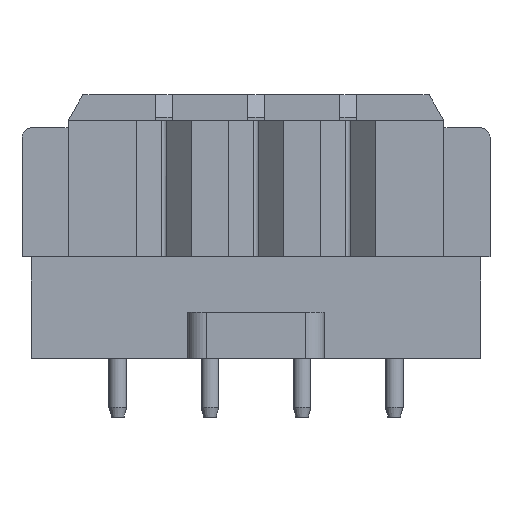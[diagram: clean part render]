
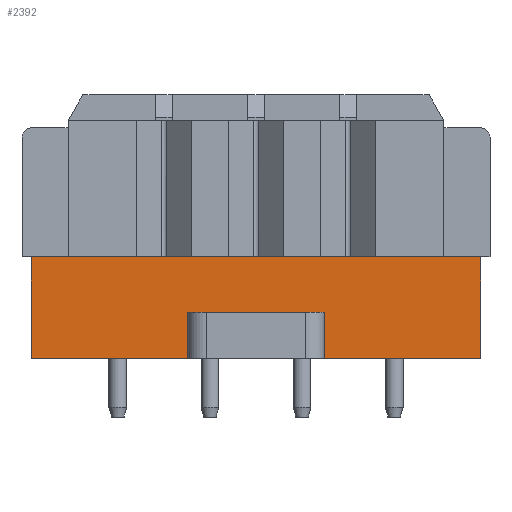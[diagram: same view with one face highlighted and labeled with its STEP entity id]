
A CAD part, left-side view. The second image highlights one B-rep face of the part: STEP entity #2392.
In plain terms, the highlighted planar face has unit normal (-1, 0, 0).
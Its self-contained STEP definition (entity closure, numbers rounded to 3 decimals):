
#2347=AXIS2_PLACEMENT_3D('Plane Axis2P3D',#2344,#2345,#2346) ;
#798=CARTESIAN_POINT('Vertex',(7.,24.9,8.7)) ;
#801=CARTESIAN_POINT('Line Origine',(7.,12.7,8.7)) ;
#805=CARTESIAN_POINT('Vertex',(7.,0.5,8.7)) ;
#2170=CARTESIAN_POINT('Line Origine',(7.,0.5,5.95)) ;
#2174=CARTESIAN_POINT('Vertex',(7.,0.5,3.2)) ;
#2285=CARTESIAN_POINT('Vertex',(7.,24.9,3.2)) ;
#2288=CARTESIAN_POINT('Line Origine',(7.,24.9,5.95)) ;
#2344=CARTESIAN_POINT('Axis2P3D Location',(7.,24.9,0.)) ;
#2349=CARTESIAN_POINT('Line Origine',(7.,4.75,3.2)) ;
#2353=CARTESIAN_POINT('Vertex',(7.,9.,3.2)) ;
#2356=CARTESIAN_POINT('Line Origine',(7.,20.65,3.2)) ;
#2360=CARTESIAN_POINT('Vertex',(7.,16.4,3.2)) ;
#2363=CARTESIAN_POINT('Line Origine',(7.,16.4,4.45)) ;
#2367=CARTESIAN_POINT('Vertex',(7.,16.4,5.7)) ;
#2370=CARTESIAN_POINT('Line Origine',(7.,12.7,5.7)) ;
#2374=CARTESIAN_POINT('Vertex',(7.,9.,5.7)) ;
#2377=CARTESIAN_POINT('Line Origine',(7.,9.,4.45)) ;
#802=DIRECTION('Vector Direction',(0.,-1.,0.)) ;
#2171=DIRECTION('Vector Direction',(0.,0.,1.)) ;
#2289=DIRECTION('Vector Direction',(0.,0.,1.)) ;
#2345=DIRECTION('Axis2P3D Direction',(-1.,0.,0.)) ;
#2346=DIRECTION('Axis2P3D XDirection',(0.,-1.,0.)) ;
#2350=DIRECTION('Vector Direction',(0.,-1.,0.)) ;
#2357=DIRECTION('Vector Direction',(0.,-1.,0.)) ;
#2364=DIRECTION('Vector Direction',(0.,0.,1.)) ;
#2371=DIRECTION('Vector Direction',(0.,-1.,0.)) ;
#2378=DIRECTION('Vector Direction',(0.,0.,1.)) ;
#803=VECTOR('Line Direction',#802,1.) ;
#2172=VECTOR('Line Direction',#2171,1.) ;
#2290=VECTOR('Line Direction',#2289,1.) ;
#2351=VECTOR('Line Direction',#2350,1.) ;
#2358=VECTOR('Line Direction',#2357,1.) ;
#2365=VECTOR('Line Direction',#2364,1.) ;
#2372=VECTOR('Line Direction',#2371,1.) ;
#2379=VECTOR('Line Direction',#2378,1.) ;
#2383=ORIENTED_EDGE('',*,*,#2355,.T.) ;
#2384=ORIENTED_EDGE('',*,*,#2176,.T.) ;
#2385=ORIENTED_EDGE('',*,*,#807,.F.) ;
#2386=ORIENTED_EDGE('',*,*,#2292,.F.) ;
#2387=ORIENTED_EDGE('',*,*,#2362,.T.) ;
#2388=ORIENTED_EDGE('',*,*,#2369,.T.) ;
#2389=ORIENTED_EDGE('',*,*,#2376,.F.) ;
#2390=ORIENTED_EDGE('',*,*,#2381,.F.) ;
#2392=ADVANCED_FACE('Hauptkoerper',(#2391),#2348,.T.) ;
#807=EDGE_CURVE('',#799,#806,#804,.T.) ;
#2176=EDGE_CURVE('',#2175,#806,#2173,.T.) ;
#2292=EDGE_CURVE('',#2286,#799,#2291,.T.) ;
#2355=EDGE_CURVE('',#2354,#2175,#2352,.T.) ;
#2362=EDGE_CURVE('',#2286,#2361,#2359,.T.) ;
#2369=EDGE_CURVE('',#2361,#2368,#2366,.T.) ;
#2376=EDGE_CURVE('',#2375,#2368,#2373,.F.) ;
#2381=EDGE_CURVE('',#2354,#2375,#2380,.T.) ;
#2382=EDGE_LOOP('',(#2383,#2384,#2385,#2386,#2387,#2388,#2389,#2390)) ;
#2391=FACE_OUTER_BOUND('',#2382,.T.) ;
#804=LINE('Line',#801,#803) ;
#2173=LINE('Line',#2170,#2172) ;
#2291=LINE('Line',#2288,#2290) ;
#2352=LINE('Line',#2349,#2351) ;
#2359=LINE('Line',#2356,#2358) ;
#2366=LINE('Line',#2363,#2365) ;
#2373=LINE('Line',#2370,#2372) ;
#2380=LINE('Line',#2377,#2379) ;
#2348=PLANE('',#2347) ;
#799=VERTEX_POINT('',#798) ;
#806=VERTEX_POINT('',#805) ;
#2175=VERTEX_POINT('',#2174) ;
#2286=VERTEX_POINT('',#2285) ;
#2354=VERTEX_POINT('',#2353) ;
#2361=VERTEX_POINT('',#2360) ;
#2368=VERTEX_POINT('',#2367) ;
#2375=VERTEX_POINT('',#2374) ;
